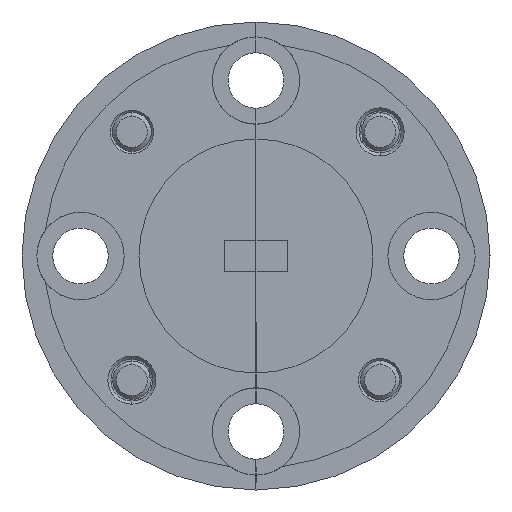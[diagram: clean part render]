
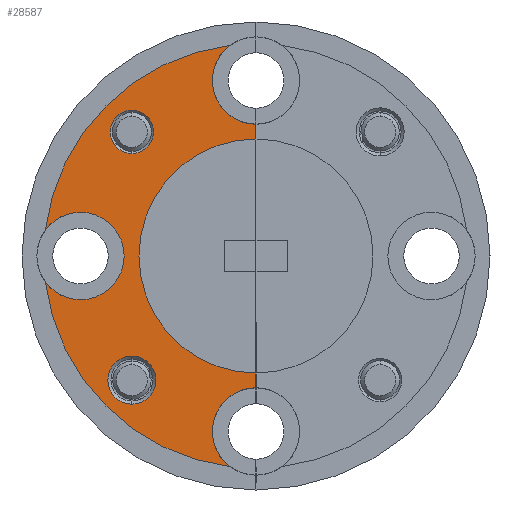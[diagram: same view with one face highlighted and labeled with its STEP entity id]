
A CAD part, left-side view. The second image highlights one B-rep face of the part: STEP entity #28587.
In plain terms, the highlighted planar face has unit normal (-1, 0, 0).
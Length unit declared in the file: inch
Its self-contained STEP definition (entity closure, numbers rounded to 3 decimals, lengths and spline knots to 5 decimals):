
#116 = DIRECTION ( 'NONE',  ( -1., 0., 0. ) ) ;
#838 = VECTOR ( 'NONE', #9980, 39.37008 ) ;
#1003 = ORIENTED_EDGE ( 'NONE', *, *, #10760, .F. ) ;
#1146 = DIRECTION ( 'NONE',  ( -1., 0., 0. ) ) ;
#1495 = DIRECTION ( 'NONE',  ( -1., 0., 0. ) ) ;
#1858 = VERTEX_POINT ( 'NONE', #22913 ) ;
#1888 = ORIENTED_EDGE ( 'NONE', *, *, #21720, .T. ) ;
#1978 = DIRECTION ( 'NONE',  ( -1., 0., 0. ) ) ;
#2078 = CARTESIAN_POINT ( 'NONE',  ( -0.57, 0.19887, 0.19887 ) ) ;
#2139 = DIRECTION ( 'NONE',  ( -1., 0., 0. ) ) ;
#2188 = CIRCLE ( 'NONE', #4603, 0.07 ) ;
#2499 = CARTESIAN_POINT ( 'NONE',  ( -0.57, 0., -0.1875 ) ) ;
#2685 = CIRCLE ( 'NONE', #20090, 0.1875 ) ;
#3255 = EDGE_CURVE ( 'NONE', #23017, #14225, #2685, .T. ) ;
#3631 = CIRCLE ( 'NONE', #24412, 0.03475 ) ;
#4149 = ORIENTED_EDGE ( 'NONE', *, *, #22126, .T. ) ;
#4150 = AXIS2_PLACEMENT_3D ( 'NONE', #20272, #27368, #6656 ) ;
#4305 = DIRECTION ( 'NONE',  ( 0., 0., 1. ) ) ;
#4310 = AXIS2_PLACEMENT_3D ( 'NONE', #29290, #6296, #4305 ) ;
#4364 = VERTEX_POINT ( 'NONE', #14166 ) ;
#4367 = DIRECTION ( 'NONE',  ( 0., 0., 1. ) ) ;
#4411 = ORIENTED_EDGE ( 'NONE', *, *, #7621, .F. ) ;
#4536 = EDGE_CURVE ( 'NONE', #16541, #14225, #7557, .T. ) ;
#4603 = AXIS2_PLACEMENT_3D ( 'NONE', #9115, #116, #29980 ) ;
#4667 = AXIS2_PLACEMENT_3D ( 'NONE', #10412, #17654, #26870 ) ;
#5098 = ORIENTED_EDGE ( 'NONE', *, *, #5431, .F. ) ;
#5113 = VECTOR ( 'NONE', #20288, 39.37008 ) ;
#5431 = EDGE_CURVE ( 'NONE', #23978, #1858, #25917, .T. ) ;
#5438 = EDGE_CURVE ( 'NONE', #17964, #19713, #7679, .T. ) ;
#5814 = AXIS2_PLACEMENT_3D ( 'NONE', #19403, #28646, #25592 ) ;
#5824 = DIRECTION ( 'NONE',  ( -1., 0., 0. ) ) ;
#5962 = CARTESIAN_POINT ( 'NONE',  ( -0.57, 0., 0.28125 ) ) ;
#6217 = DIRECTION ( 'NONE',  ( -1., 0., 0. ) ) ;
#6296 = DIRECTION ( 'NONE',  ( -1., 0., 0. ) ) ;
#6320 = CARTESIAN_POINT ( 'NONE',  ( -0.57, 0.28125, 0. ) ) ;
#6504 = AXIS2_PLACEMENT_3D ( 'NONE', #5962, #5824, #7379 ) ;
#6656 = DIRECTION ( 'NONE',  ( 0., 0., 1. ) ) ;
#7379 = DIRECTION ( 'NONE',  ( 0., 0., 1. ) ) ;
#7557 = LINE ( 'NONE', #9818, #838 ) ;
#7560 = CARTESIAN_POINT ( 'NONE',  ( -0.57, 0., 0.1875 ) ) ;
#7565 = CARTESIAN_POINT ( 'NONE',  ( -0.57, 0., 0. ) ) ;
#7621 = EDGE_CURVE ( 'NONE', #16805, #18518, #24998, .T. ) ;
#7679 = CIRCLE ( 'NONE', #19231, 0.07 ) ;
#8054 = CARTESIAN_POINT ( 'NONE',  ( -0.57, 0.19887, 0.16412 ) ) ;
#8488 = EDGE_CURVE ( 'NONE', #11611, #29646, #16721, .T. ) ;
#9115 = CARTESIAN_POINT ( 'NONE',  ( -0.57, 0.28125, 0. ) ) ;
#9375 = CARTESIAN_POINT ( 'NONE',  ( -0.57, 0.19887, -0.16037 ) ) ;
#9818 = CARTESIAN_POINT ( 'NONE',  ( -0.57, 0., 0. ) ) ;
#9980 = DIRECTION ( 'NONE',  ( 0., 0., 1. ) ) ;
#10141 = DIRECTION ( 'NONE',  ( 0., 0., 1. ) ) ;
#10275 = EDGE_CURVE ( 'NONE', #17964, #20005, #23573, .T. ) ;
#10412 = CARTESIAN_POINT ( 'NONE',  ( -0.57, 0.19887, -0.19887 ) ) ;
#10760 = EDGE_CURVE ( 'NONE', #29646, #11611, #3631, .T. ) ;
#10920 = ORIENTED_EDGE ( 'NONE', *, *, #8488, .F. ) ;
#11091 = CARTESIAN_POINT ( 'NONE',  ( -0.57, 0., 0. ) ) ;
#11151 = FACE_BOUND ( 'NONE', #23592, .T. ) ;
#11611 = VERTEX_POINT ( 'NONE', #8054 ) ;
#11768 = EDGE_CURVE ( 'NONE', #1858, #23978, #22901, .T. ) ;
#13028 = EDGE_LOOP ( 'NONE', ( #29747, #18972, #26777, #4149, #26942, #1888, #4411, #19284, #29690, #17576 ) ) ;
#13168 = CARTESIAN_POINT ( 'NONE',  ( -0.57, 0.33743, 0.04177 ) ) ;
#13233 = FACE_OUTER_BOUND ( 'NONE', #13028, .T. ) ;
#13295 = AXIS2_PLACEMENT_3D ( 'NONE', #22293, #2139, #29120 ) ;
#13315 = LINE ( 'NONE', #11091, #5113 ) ;
#14166 = CARTESIAN_POINT ( 'NONE',  ( -0.57, 0.04177, 0.33743 ) ) ;
#14225 = VERTEX_POINT ( 'NONE', #2499 ) ;
#16039 = CARTESIAN_POINT ( 'NONE',  ( -0.57, 0.28125, 0. ) ) ;
#16423 = CIRCLE ( 'NONE', #5814, 0.07 ) ;
#16526 = CARTESIAN_POINT ( 'NONE',  ( -0.57, 0.19887, 0.23362 ) ) ;
#16541 = VERTEX_POINT ( 'NONE', #20363 ) ;
#16686 = CIRCLE ( 'NONE', #13295, 0.34 ) ;
#16721 = CIRCLE ( 'NONE', #4150, 0.03475 ) ;
#16805 = VERTEX_POINT ( 'NONE', #26534 ) ;
#17576 = ORIENTED_EDGE ( 'NONE', *, *, #10275, .T. ) ;
#17654 = DIRECTION ( 'NONE',  ( -1., 0., 0. ) ) ;
#17964 = VERTEX_POINT ( 'NONE', #19919 ) ;
#18164 = DIRECTION ( 'NONE',  ( 0., 0., 1. ) ) ;
#18518 = VERTEX_POINT ( 'NONE', #13168 ) ;
#18972 = ORIENTED_EDGE ( 'NONE', *, *, #4536, .T. ) ;
#19014 = DIRECTION ( 'NONE',  ( 0., 0., 1. ) ) ;
#19231 = AXIS2_PLACEMENT_3D ( 'NONE', #6320, #1146, #19625 ) ;
#19284 = ORIENTED_EDGE ( 'NONE', *, *, #22248, .F. ) ;
#19403 = CARTESIAN_POINT ( 'NONE',  ( -0.57, 0., -0.28125 ) ) ;
#19625 = DIRECTION ( 'NONE',  ( 0., 0., 1. ) ) ;
#19713 = VERTEX_POINT ( 'NONE', #23602 ) ;
#19919 = CARTESIAN_POINT ( 'NONE',  ( -0.57, 0.33743, -0.04177 ) ) ;
#20005 = VERTEX_POINT ( 'NONE', #20837 ) ;
#20090 = AXIS2_PLACEMENT_3D ( 'NONE', #7565, #21156, #19014 ) ;
#20173 = AXIS2_PLACEMENT_3D ( 'NONE', #16039, #1978, #18164 ) ;
#20219 = VERTEX_POINT ( 'NONE', #25977 ) ;
#20272 = CARTESIAN_POINT ( 'NONE',  ( -0.57, 0.19887, 0.19887 ) ) ;
#20288 = DIRECTION ( 'NONE',  ( 0., 0., 1. ) ) ;
#20363 = CARTESIAN_POINT ( 'NONE',  ( -0.57, 0., -0.21125 ) ) ;
#20408 = CARTESIAN_POINT ( 'NONE',  ( -0.57, 0.19887, -0.19887 ) ) ;
#20601 = EDGE_CURVE ( 'NONE', #4364, #20219, #26762, .T. ) ;
#20837 = CARTESIAN_POINT ( 'NONE',  ( -0.57, 0.04177, -0.33743 ) ) ;
#21156 = DIRECTION ( 'NONE',  ( -1., 0., 0. ) ) ;
#21611 = DIRECTION ( 'NONE',  ( -1., 0., 0. ) ) ;
#21720 = EDGE_CURVE ( 'NONE', #4364, #18518, #16686, .T. ) ;
#22126 = EDGE_CURVE ( 'NONE', #23017, #20219, #13315, .T. ) ;
#22248 = EDGE_CURVE ( 'NONE', #19713, #16805, #2188, .T. ) ;
#22293 = CARTESIAN_POINT ( 'NONE',  ( -0.57, 0., 0. ) ) ;
#22901 = CIRCLE ( 'NONE', #25790, 0.0385 ) ;
#22913 = CARTESIAN_POINT ( 'NONE',  ( -0.57, 0.19887, -0.23737 ) ) ;
#23017 = VERTEX_POINT ( 'NONE', #7560 ) ;
#23573 = CIRCLE ( 'NONE', #27430, 0.34 ) ;
#23592 = EDGE_LOOP ( 'NONE', ( #1003, #10920 ) ) ;
#23602 = CARTESIAN_POINT ( 'NONE',  ( -0.57, 0.28125, -0.07 ) ) ;
#23978 = VERTEX_POINT ( 'NONE', #9375 ) ;
#24412 = AXIS2_PLACEMENT_3D ( 'NONE', #2078, #1495, #4367 ) ;
#24877 = FACE_BOUND ( 'NONE', #29359, .T. ) ;
#24998 = CIRCLE ( 'NONE', #20173, 0.07 ) ;
#25030 = PLANE ( 'NONE',  #4310 ) ;
#25225 = DIRECTION ( 'NONE',  ( 0., 0., 1. ) ) ;
#25592 = DIRECTION ( 'NONE',  ( 0., 0., 1. ) ) ;
#25790 = AXIS2_PLACEMENT_3D ( 'NONE', #20408, #6217, #25225 ) ;
#25917 = CIRCLE ( 'NONE', #4667, 0.0385 ) ;
#25977 = CARTESIAN_POINT ( 'NONE',  ( -0.57, 0., 0.21125 ) ) ;
#26128 = CARTESIAN_POINT ( 'NONE',  ( -0.57, 0., 0. ) ) ;
#26534 = CARTESIAN_POINT ( 'NONE',  ( -0.57, 0.28125, 0.07 ) ) ;
#26762 = CIRCLE ( 'NONE', #6504, 0.07 ) ;
#26777 = ORIENTED_EDGE ( 'NONE', *, *, #3255, .F. ) ;
#26870 = DIRECTION ( 'NONE',  ( 0., 0., 1. ) ) ;
#26942 = ORIENTED_EDGE ( 'NONE', *, *, #20601, .F. ) ;
#27368 = DIRECTION ( 'NONE',  ( -1., 0., 0. ) ) ;
#27430 = AXIS2_PLACEMENT_3D ( 'NONE', #26128, #21611, #10141 ) ;
#27561 = ORIENTED_EDGE ( 'NONE', *, *, #11768, .F. ) ;
#28587 = ADVANCED_FACE ( 'NONE', ( #13233, #24877, #11151 ), #25030, .T. ) ;
#28646 = DIRECTION ( 'NONE',  ( -1., 0., 0. ) ) ;
#29120 = DIRECTION ( 'NONE',  ( 0., 0., 1. ) ) ;
#29290 = CARTESIAN_POINT ( 'NONE',  ( -0.57, 0., 0. ) ) ;
#29359 = EDGE_LOOP ( 'NONE', ( #5098, #27561 ) ) ;
#29646 = VERTEX_POINT ( 'NONE', #16526 ) ;
#29690 = ORIENTED_EDGE ( 'NONE', *, *, #5438, .F. ) ;
#29704 = EDGE_CURVE ( 'NONE', #16541, #20005, #16423, .T. ) ;
#29747 = ORIENTED_EDGE ( 'NONE', *, *, #29704, .F. ) ;
#29980 = DIRECTION ( 'NONE',  ( 0., 0., 1. ) ) ;
